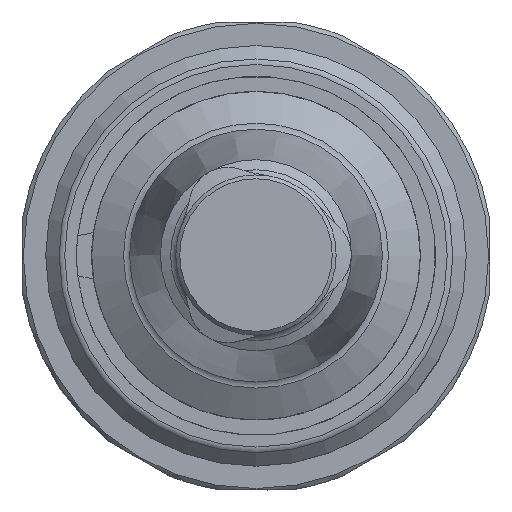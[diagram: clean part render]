
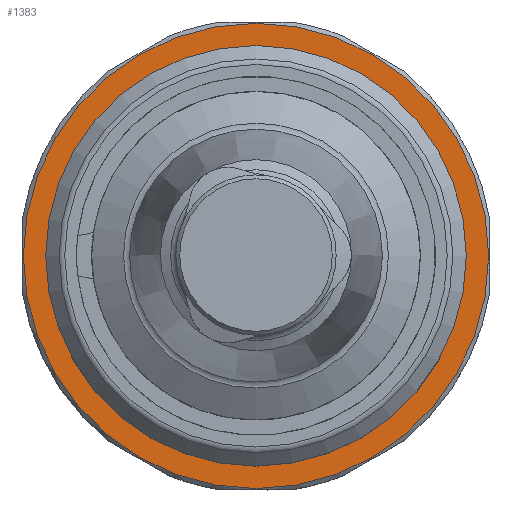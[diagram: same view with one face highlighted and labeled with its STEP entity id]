
A CAD part, top view. The second image highlights one B-rep face of the part: STEP entity #1383.
In plain terms, the highlighted planar face has unit normal (0, 0, 1).
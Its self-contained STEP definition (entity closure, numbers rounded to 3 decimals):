
#429=ORIENTED_EDGE('',*,*,#748,.T.);
#430=ORIENTED_EDGE('',*,*,#726,.F.);
#726=EDGE_CURVE('',#898,#898,#1007,.T.);
#748=EDGE_CURVE('',#916,#916,#1017,.T.);
#898=VERTEX_POINT('',#2332);
#916=VERTEX_POINT('',#2401);
#1007=CIRCLE('',#1519,17.7);
#1017=CIRCLE('',#1534,15.65);
#1098=EDGE_LOOP('',(#429));
#1099=EDGE_LOOP('',(#430));
#1229=FACE_BOUND('',#1098,.T.);
#1230=FACE_BOUND('',#1099,.T.);
#1316=PLANE('',#1533);
#1383=ADVANCED_FACE('',(#1229,#1230),#1316,.F.);
#1519=AXIS2_PLACEMENT_3D('',#2331,#1779,#1780);
#1533=AXIS2_PLACEMENT_3D('',#2399,#1811,#1812);
#1534=AXIS2_PLACEMENT_3D('',#2400,#1813,#1814);
#1779=DIRECTION('',(0.,0.,-1.));
#1780=DIRECTION('',(1.,0.,0.));
#1811=DIRECTION('',(0.,0.,-1.));
#1812=DIRECTION('',(1.,0.,0.));
#1813=DIRECTION('',(0.,0.,-1.));
#1814=DIRECTION('',(1.,0.,0.));
#2331=CARTESIAN_POINT('',(0.,0.,-1.));
#2332=CARTESIAN_POINT('',(17.7,0.,-1.));
#2399=CARTESIAN_POINT('',(15.65,0.,-1.));
#2400=CARTESIAN_POINT('',(0.,0.,-1.));
#2401=CARTESIAN_POINT('',(15.65,0.,-1.));
